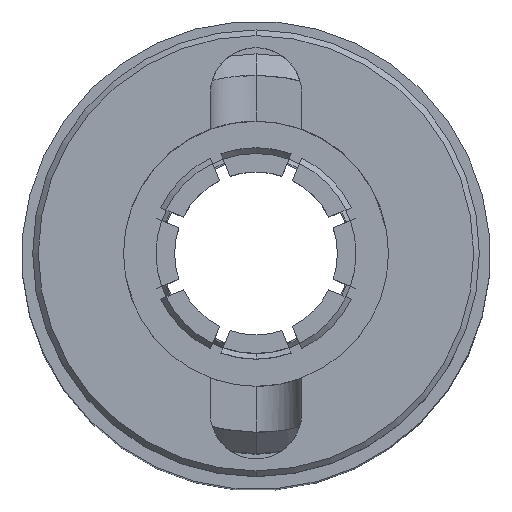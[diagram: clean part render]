
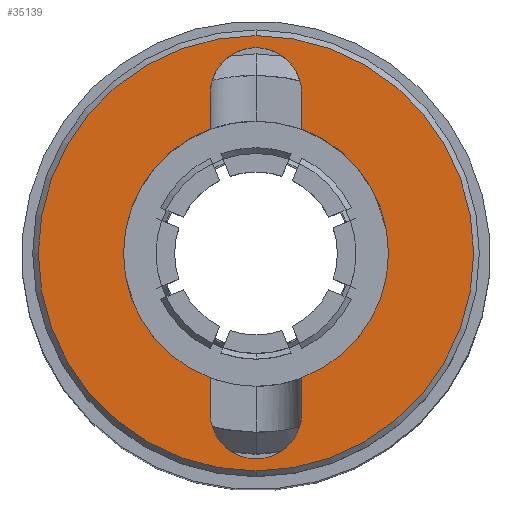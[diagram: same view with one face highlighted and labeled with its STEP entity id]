
A CAD part, top view. The second image highlights one B-rep face of the part: STEP entity #35139.
In plain terms, the highlighted planar face has unit normal (0, 0, 1).
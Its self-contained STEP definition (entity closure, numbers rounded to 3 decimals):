
#330 = VECTOR ( 'NONE', #35224, 1000. ) ;
#1709 = CARTESIAN_POINT ( 'NONE',  ( -0.8, 2.178, 20.45 ) ) ;
#3516 = VECTOR ( 'NONE', #34286, 1000. ) ;
#4303 = VECTOR ( 'NONE', #49324, 1000. ) ;
#4649 = EDGE_LOOP ( 'NONE', ( #16131, #43549, #5396, #45426, #50098, #22449, #32218, #9445 ) ) ;
#4768 = CARTESIAN_POINT ( 'NONE',  ( -0.8, 2.8, 20.45 ) ) ;
#4770 = CARTESIAN_POINT ( 'NONE',  ( 0.8, -2.8, 20.45 ) ) ;
#4847 = CIRCLE ( 'NONE', #37128, 2.32 ) ;
#5016 = CIRCLE ( 'NONE', #54236, 2.32 ) ;
#5307 = VERTEX_POINT ( 'NONE', #6215 ) ;
#5396 = ORIENTED_EDGE ( 'NONE', *, *, #24027, .F. ) ;
#5976 = CARTESIAN_POINT ( 'NONE',  ( 0., -2.8, 20.45 ) ) ;
#6215 = CARTESIAN_POINT ( 'NONE',  ( 0.8, 2.178, 20.45 ) ) ;
#6752 = VERTEX_POINT ( 'NONE', #19498 ) ;
#6854 = EDGE_CURVE ( 'NONE', #31972, #14293, #5016, .T. ) ;
#7032 = AXIS2_PLACEMENT_3D ( 'NONE', #36634, #9869, #41115 ) ;
#8984 = DIRECTION ( 'NONE',  ( 0., 0., 1. ) ) ;
#9012 = CARTESIAN_POINT ( 'NONE',  ( -0.8, 2.32, 20.45 ) ) ;
#9167 = CARTESIAN_POINT ( 'NONE',  ( -0.8, -2.178, 20.45 ) ) ;
#9445 = ORIENTED_EDGE ( 'NONE', *, *, #48100, .F. ) ;
#9869 = DIRECTION ( 'NONE',  ( 0., 0., 1. ) ) ;
#10271 = EDGE_CURVE ( 'NONE', #31972, #50838, #11004, .T. ) ;
#10484 = DIRECTION ( 'NONE',  ( 1., 0., 0. ) ) ;
#11004 = LINE ( 'NONE', #9012, #20070 ) ;
#12982 = EDGE_CURVE ( 'NONE', #48449, #14293, #39182, .T. ) ;
#14118 = EDGE_CURVE ( 'NONE', #57051, #6752, #39078, .T. ) ;
#14293 = VERTEX_POINT ( 'NONE', #1709 ) ;
#16131 = ORIENTED_EDGE ( 'NONE', *, *, #21637, .F. ) ;
#17462 = AXIS2_PLACEMENT_3D ( 'NONE', #32169, #50130, #23350 ) ;
#18590 = CARTESIAN_POINT ( 'NONE',  ( 0., 0., 20.45 ) ) ;
#18822 = PLANE ( 'NONE',  #17462 ) ;
#19498 = CARTESIAN_POINT ( 'NONE',  ( 0., -3.81, 20.45 ) ) ;
#20014 = CARTESIAN_POINT ( 'NONE',  ( 0., 2.8, 20.45 ) ) ;
#20070 = VECTOR ( 'NONE', #35782, 1000. ) ;
#20784 = CARTESIAN_POINT ( 'NONE',  ( -0.8, -2.8, 20.45 ) ) ;
#21637 = EDGE_CURVE ( 'NONE', #5307, #42044, #46460, .T. ) ;
#22449 = ORIENTED_EDGE ( 'NONE', *, *, #6854, .T. ) ;
#23120 = DIRECTION ( 'NONE',  ( 0., 1., 0. ) ) ;
#23165 = VERTEX_POINT ( 'NONE', #41784 ) ;
#23350 = DIRECTION ( 'NONE',  ( 0., -1., 0. ) ) ;
#24027 = EDGE_CURVE ( 'NONE', #23165, #57251, #39979, .T. ) ;
#24457 = ORIENTED_EDGE ( 'NONE', *, *, #55315, .T. ) ;
#24523 = DIRECTION ( 'NONE',  ( 1., 0., 0. ) ) ;
#24776 = CARTESIAN_POINT ( 'NONE',  ( 0., 0., 20.45 ) ) ;
#26853 = AXIS2_PLACEMENT_3D ( 'NONE', #20014, #51323, #24523 ) ;
#29308 = DIRECTION ( 'NONE',  ( 0., 1., 0. ) ) ;
#30735 = CARTESIAN_POINT ( 'NONE',  ( 0.8, 2.32, 20.45 ) ) ;
#31972 = VERTEX_POINT ( 'NONE', #9167 ) ;
#32089 = CIRCLE ( 'NONE', #7032, 3.81 ) ;
#32133 = EDGE_CURVE ( 'NONE', #50838, #23165, #47645, .T. ) ;
#32169 = CARTESIAN_POINT ( 'NONE',  ( 0., 2.32, 20.45 ) ) ;
#32218 = ORIENTED_EDGE ( 'NONE', *, *, #12982, .F. ) ;
#33219 = CIRCLE ( 'NONE', #26853, 0.8 ) ;
#34286 = DIRECTION ( 'NONE',  ( 0., -1., 0. ) ) ;
#35139 = ADVANCED_FACE ( 'NONE', ( #52993, #50181 ), #18822, .T. ) ;
#35224 = DIRECTION ( 'NONE',  ( 0., 1., 0. ) ) ;
#35764 = CARTESIAN_POINT ( 'NONE',  ( 0., 0., 20.45 ) ) ;
#35782 = DIRECTION ( 'NONE',  ( 0., -1., 0. ) ) ;
#36634 = CARTESIAN_POINT ( 'NONE',  ( 0., 0., 20.45 ) ) ;
#37128 = AXIS2_PLACEMENT_3D ( 'NONE', #18590, #49892, #23120 ) ;
#37270 = DIRECTION ( 'NONE',  ( 0., 0., 1. ) ) ;
#39078 = CIRCLE ( 'NONE', #45440, 3.81 ) ;
#39182 = LINE ( 'NONE', #20784, #3516 ) ;
#39534 = CARTESIAN_POINT ( 'NONE',  ( 0.8, -2.178, 20.45 ) ) ;
#39936 = CARTESIAN_POINT ( 'NONE',  ( -0.8, -2.8, 20.45 ) ) ;
#39979 = LINE ( 'NONE', #4770, #4303 ) ;
#40241 = DIRECTION ( 'NONE',  ( 0., -1., 0. ) ) ;
#41115 = DIRECTION ( 'NONE',  ( 0., -1., 0. ) ) ;
#41784 = CARTESIAN_POINT ( 'NONE',  ( 0.8, -2.8, 20.45 ) ) ;
#42044 = VERTEX_POINT ( 'NONE', #57955 ) ;
#43549 = ORIENTED_EDGE ( 'NONE', *, *, #43756, .T. ) ;
#43756 = EDGE_CURVE ( 'NONE', #5307, #57251, #4847, .T. ) ;
#43961 = AXIS2_PLACEMENT_3D ( 'NONE', #5976, #37270, #10484 ) ;
#45083 = ORIENTED_EDGE ( 'NONE', *, *, #14118, .T. ) ;
#45426 = ORIENTED_EDGE ( 'NONE', *, *, #32133, .F. ) ;
#45440 = AXIS2_PLACEMENT_3D ( 'NONE', #35764, #8984, #40241 ) ;
#46460 = LINE ( 'NONE', #30735, #330 ) ;
#47114 = EDGE_LOOP ( 'NONE', ( #45083, #24457 ) ) ;
#47645 = CIRCLE ( 'NONE', #43961, 0.8 ) ;
#48100 = EDGE_CURVE ( 'NONE', #42044, #48449, #33219, .T. ) ;
#48449 = VERTEX_POINT ( 'NONE', #4768 ) ;
#49324 = DIRECTION ( 'NONE',  ( 0., 1., 0. ) ) ;
#49892 = DIRECTION ( 'NONE',  ( 0., 0., -1. ) ) ;
#50098 = ORIENTED_EDGE ( 'NONE', *, *, #10271, .F. ) ;
#50130 = DIRECTION ( 'NONE',  ( 0., 0., 1. ) ) ;
#50181 = FACE_BOUND ( 'NONE', #4649, .T. ) ;
#50838 = VERTEX_POINT ( 'NONE', #39936 ) ;
#51323 = DIRECTION ( 'NONE',  ( 0., 0., 1. ) ) ;
#52993 = FACE_OUTER_BOUND ( 'NONE', #47114, .T. ) ;
#54236 = AXIS2_PLACEMENT_3D ( 'NONE', #24776, #56068, #29308 ) ;
#55315 = EDGE_CURVE ( 'NONE', #6752, #57051, #32089, .T. ) ;
#56068 = DIRECTION ( 'NONE',  ( 0., 0., -1. ) ) ;
#56147 = CARTESIAN_POINT ( 'NONE',  ( 0., 3.81, 20.45 ) ) ;
#57051 = VERTEX_POINT ( 'NONE', #56147 ) ;
#57251 = VERTEX_POINT ( 'NONE', #39534 ) ;
#57955 = CARTESIAN_POINT ( 'NONE',  ( 0.8, 2.8, 20.45 ) ) ;
